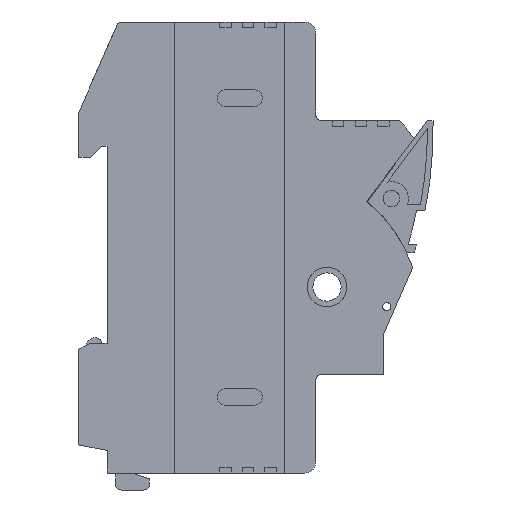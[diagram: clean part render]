
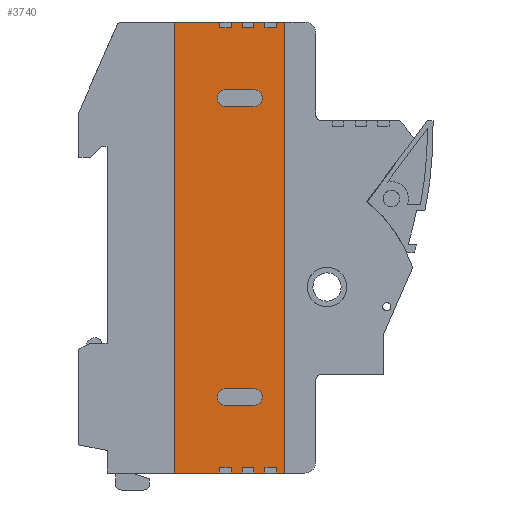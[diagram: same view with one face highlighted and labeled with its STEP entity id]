
A CAD part, left-side view. The second image highlights one B-rep face of the part: STEP entity #3740.
In plain terms, the highlighted planar face has unit normal (-1, 0, 0).
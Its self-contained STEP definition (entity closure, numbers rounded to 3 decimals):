
#1649=CARTESIAN_POINT('',(0.5,-17.0,80.0));
#1650=VERTEX_POINT('',#1649);
#1657=CARTESIAN_POINT('',(0.5,-25.0,80.0));
#1658=VERTEX_POINT('',#1657);
#1659=CARTESIAN_POINT('',(0.5,-17.,80.0));
#1660=DIRECTION('',(0.0,-1.0,0.0));
#1661=VECTOR('',#1660,8.);
#1662=LINE('',#1659,#1661);
#1663=EDGE_CURVE('',#1650,#1658,#1662,.T.);
#1681=CARTESIAN_POINT('',(0.5,-27.0,80.0));
#1682=VERTEX_POINT('',#1681);
#1689=CARTESIAN_POINT('',(0.5,-29.0,80.0));
#1690=VERTEX_POINT('',#1689);
#1691=CARTESIAN_POINT('',(0.5,-27.,80.0));
#1692=DIRECTION('',(0.0,-1.0,0.0));
#1693=VECTOR('',#1692,2.);
#1694=LINE('',#1691,#1693);
#1695=EDGE_CURVE('',#1682,#1690,#1694,.T.);
#1713=CARTESIAN_POINT('',(0.5,-31.0,80.0));
#1714=VERTEX_POINT('',#1713);
#1721=CARTESIAN_POINT('',(0.5,-33.0,80.0));
#1722=VERTEX_POINT('',#1721);
#1723=CARTESIAN_POINT('',(0.5,-31.0,80.0));
#1724=DIRECTION('',(0.0,-1.0,0.0));
#1725=VECTOR('',#1724,2.0);
#1726=LINE('',#1723,#1725);
#1727=EDGE_CURVE('',#1714,#1722,#1726,.T.);
#1745=CARTESIAN_POINT('',(0.5,-35.0,80.0));
#1746=VERTEX_POINT('',#1745);
#1753=CARTESIAN_POINT('',(0.5,-36.5,80.0));
#1754=VERTEX_POINT('',#1753);
#1755=CARTESIAN_POINT('',(0.5,-35.0,80.0));
#1756=DIRECTION('',(0.0,-1.0,0.0));
#1757=VECTOR('',#1756,1.5);
#1758=LINE('',#1755,#1757);
#1759=EDGE_CURVE('',#1746,#1754,#1758,.T.);
#2865=CARTESIAN_POINT('',(0.5,-31.0,68.0));
#2866=VERTEX_POINT('',#2865);
#2867=CARTESIAN_POINT('',(0.5,-31.0,65.));
#2868=VERTEX_POINT('',#2867);
#2869=CARTESIAN_POINT('',(0.5,-31.0,66.5));
#2870=DIRECTION('',(1.0,0.0,0.0));
#2871=DIRECTION('',(0.0,0.0,1.0));
#2872=AXIS2_PLACEMENT_3D('',#2869,#2870,#2871);
#2873=CIRCLE('',#2872,1.5);
#2874=EDGE_CURVE('',#2866,#2868,#2873,.T.);
#2908=CARTESIAN_POINT('',(0.5,-26.0,68.0));
#2909=VERTEX_POINT('',#2908);
#2910=CARTESIAN_POINT('',(0.5,-26.0,68.0));
#2911=DIRECTION('',(0.0,-1.0,0.0));
#2912=VECTOR('',#2911,5.0);
#2913=LINE('',#2910,#2912);
#2914=EDGE_CURVE('',#2909,#2866,#2913,.T.);
#2938=CARTESIAN_POINT('',(0.5,-26.0,65.));
#2939=VERTEX_POINT('',#2938);
#2940=CARTESIAN_POINT('',(0.5,-26.0,66.5));
#2941=DIRECTION('',(1.0,0.0,0.0));
#2942=DIRECTION('',(0.0,0.0,-1.0));
#2943=AXIS2_PLACEMENT_3D('',#2940,#2941,#2942);
#2944=CIRCLE('',#2943,1.5);
#2945=EDGE_CURVE('',#2939,#2909,#2944,.T.);
#2971=CARTESIAN_POINT('',(0.5,-31.0,65.));
#2972=DIRECTION('',(0.0,1.0,0.0));
#2973=VECTOR('',#2972,5.0);
#2974=LINE('',#2971,#2973);
#2975=EDGE_CURVE('',#2868,#2939,#2974,.T.);
#3005=CARTESIAN_POINT('',(0.5,-31.0,15.0));
#3006=VERTEX_POINT('',#3005);
#3007=CARTESIAN_POINT('',(0.5,-31.0,12.));
#3008=VERTEX_POINT('',#3007);
#3009=CARTESIAN_POINT('',(0.5,-31.0,13.5));
#3010=DIRECTION('',(1.0,0.0,0.0));
#3011=DIRECTION('',(0.0,0.0,-1.0));
#3012=AXIS2_PLACEMENT_3D('',#3009,#3010,#3011);
#3013=CIRCLE('',#3012,1.5);
#3014=EDGE_CURVE('',#3006,#3008,#3013,.T.);
#3047=CARTESIAN_POINT('',(0.5,-26.0,15.0));
#3048=VERTEX_POINT('',#3047);
#3049=CARTESIAN_POINT('',(0.5,-26.0,15.0));
#3050=DIRECTION('',(0.0,-1.0,0.0));
#3051=VECTOR('',#3050,5.0);
#3052=LINE('',#3049,#3051);
#3053=EDGE_CURVE('',#3048,#3006,#3052,.T.);
#3078=CARTESIAN_POINT('',(0.5,-26.0,12.));
#3079=VERTEX_POINT('',#3078);
#3080=CARTESIAN_POINT('',(0.5,-26.0,13.5));
#3081=DIRECTION('',(1.0,0.0,0.0));
#3082=DIRECTION('',(0.0,0.0,1.0));
#3083=AXIS2_PLACEMENT_3D('',#3080,#3081,#3082);
#3084=CIRCLE('',#3083,1.5);
#3085=EDGE_CURVE('',#3079,#3048,#3084,.T.);
#3112=CARTESIAN_POINT('',(0.5,-31.0,12.));
#3113=DIRECTION('',(0.0,1.0,0.0));
#3114=VECTOR('',#3113,5.0);
#3115=LINE('',#3112,#3114);
#3116=EDGE_CURVE('',#3008,#3079,#3115,.T.);
#3505=CARTESIAN_POINT('',(0.5,-17.0,0.0));
#3506=VERTEX_POINT('',#3505);
#3513=CARTESIAN_POINT('',(0.5,-17.0,0.0));
#3514=DIRECTION('',(0.0,0.0,1.0));
#3515=VECTOR('',#3514,80.0);
#3516=LINE('',#3513,#3515);
#3517=EDGE_CURVE('',#3506,#1650,#3516,.T.);
#3530=CARTESIAN_POINT('',(0.5,-36.5,0.0));
#3531=VERTEX_POINT('',#3530);
#3532=CARTESIAN_POINT('',(0.5,-36.5,80.0));
#3533=DIRECTION('',(0.0,0.0,-1.0));
#3534=VECTOR('',#3533,80.0);
#3535=LINE('',#3532,#3534);
#3536=EDGE_CURVE('',#1754,#3531,#3535,.T.);
#3547=CARTESIAN_POINT('',(0.5,-26.935,40.));
#3548=DIRECTION('',(1.0,0.0,0.0));
#3549=DIRECTION('',(0.0,0.0,-1.0));
#3550=AXIS2_PLACEMENT_3D('',#3547,#3548,#3549);
#3551=PLANE('',#3550);
#3552=CARTESIAN_POINT('',(0.5,-29.0,79.0));
#3553=VERTEX_POINT('',#3552);
#3554=CARTESIAN_POINT('',(0.5,-29.0,80.0));
#3555=DIRECTION('',(0.0,0.0,-1.0));
#3556=VECTOR('',#3555,1.0);
#3557=LINE('',#3554,#3556);
#3558=EDGE_CURVE('',#1690,#3553,#3557,.T.);
#3559=ORIENTED_EDGE('',*,*,#3558,.F.);
#3560=ORIENTED_EDGE('',*,*,#1695,.F.);
#3561=CARTESIAN_POINT('',(0.5,-27.0,79.0));
#3562=VERTEX_POINT('',#3561);
#3563=CARTESIAN_POINT('',(0.5,-27.0,79.0));
#3564=DIRECTION('',(0.0,0.0,1.0));
#3565=VECTOR('',#3564,1.0);
#3566=LINE('',#3563,#3565);
#3567=EDGE_CURVE('',#3562,#1682,#3566,.T.);
#3568=ORIENTED_EDGE('',*,*,#3567,.F.);
#3569=CARTESIAN_POINT('',(0.5,-25.0,79.0));
#3570=VERTEX_POINT('',#3569);
#3571=CARTESIAN_POINT('',(0.5,-25.0,79.0));
#3572=DIRECTION('',(0.0,-1.0,0.0));
#3573=VECTOR('',#3572,2.0);
#3574=LINE('',#3571,#3573);
#3575=EDGE_CURVE('',#3570,#3562,#3574,.T.);
#3576=ORIENTED_EDGE('',*,*,#3575,.F.);
#3577=CARTESIAN_POINT('',(0.5,-25.0,80.0));
#3578=DIRECTION('',(0.0,0.0,-1.0));
#3579=VECTOR('',#3578,1.0);
#3580=LINE('',#3577,#3579);
#3581=EDGE_CURVE('',#1658,#3570,#3580,.T.);
#3582=ORIENTED_EDGE('',*,*,#3581,.F.);
#3583=ORIENTED_EDGE('',*,*,#1663,.F.);
#3584=ORIENTED_EDGE('',*,*,#3517,.F.);
#3585=CARTESIAN_POINT('',(0.5,-25.0,0.0));
#3586=VERTEX_POINT('',#3585);
#3587=CARTESIAN_POINT('',(0.5,-25.0,0.0));
#3588=DIRECTION('',(0.0,1.0,0.0));
#3589=VECTOR('',#3588,8.0);
#3590=LINE('',#3587,#3589);
#3591=EDGE_CURVE('',#3586,#3506,#3590,.T.);
#3592=ORIENTED_EDGE('',*,*,#3591,.F.);
#3593=CARTESIAN_POINT('',(0.5,-25.0,1.));
#3594=VERTEX_POINT('',#3593);
#3595=CARTESIAN_POINT('',(0.5,-25.0,1.));
#3596=DIRECTION('',(0.0,0.0,-1.0));
#3597=VECTOR('',#3596,1.);
#3598=LINE('',#3595,#3597);
#3599=EDGE_CURVE('',#3594,#3586,#3598,.T.);
#3600=ORIENTED_EDGE('',*,*,#3599,.F.);
#3601=CARTESIAN_POINT('',(0.5,-27.0,1.));
#3602=VERTEX_POINT('',#3601);
#3603=CARTESIAN_POINT('',(0.5,-27.0,1.));
#3604=DIRECTION('',(0.0,1.0,0.0));
#3605=VECTOR('',#3604,2.0);
#3606=LINE('',#3603,#3605);
#3607=EDGE_CURVE('',#3602,#3594,#3606,.T.);
#3608=ORIENTED_EDGE('',*,*,#3607,.F.);
#3609=CARTESIAN_POINT('',(0.5,-27.0,0.0));
#3610=VERTEX_POINT('',#3609);
#3611=CARTESIAN_POINT('',(0.5,-27.0,0.0));
#3612=DIRECTION('',(0.0,0.0,1.0));
#3613=VECTOR('',#3612,1.);
#3614=LINE('',#3611,#3613);
#3615=EDGE_CURVE('',#3610,#3602,#3614,.T.);
#3616=ORIENTED_EDGE('',*,*,#3615,.F.);
#3617=CARTESIAN_POINT('',(0.5,-29.0,0.0));
#3618=VERTEX_POINT('',#3617);
#3619=CARTESIAN_POINT('',(0.5,-29.0,0.0));
#3620=DIRECTION('',(0.0,1.0,0.0));
#3621=VECTOR('',#3620,2.0);
#3622=LINE('',#3619,#3621);
#3623=EDGE_CURVE('',#3618,#3610,#3622,.T.);
#3624=ORIENTED_EDGE('',*,*,#3623,.F.);
#3625=CARTESIAN_POINT('',(0.5,-29.0,1.));
#3626=VERTEX_POINT('',#3625);
#3627=CARTESIAN_POINT('',(0.5,-29.0,1.));
#3628=DIRECTION('',(0.0,0.0,-1.0));
#3629=VECTOR('',#3628,1.);
#3630=LINE('',#3627,#3629);
#3631=EDGE_CURVE('',#3626,#3618,#3630,.T.);
#3632=ORIENTED_EDGE('',*,*,#3631,.F.);
#3633=CARTESIAN_POINT('',(0.5,-31.0,1.));
#3634=VERTEX_POINT('',#3633);
#3635=CARTESIAN_POINT('',(0.5,-31.0,1.));
#3636=DIRECTION('',(0.0,1.0,0.0));
#3637=VECTOR('',#3636,2.0);
#3638=LINE('',#3635,#3637);
#3639=EDGE_CURVE('',#3634,#3626,#3638,.T.);
#3640=ORIENTED_EDGE('',*,*,#3639,.F.);
#3641=CARTESIAN_POINT('',(0.5,-31.0,0.0));
#3642=VERTEX_POINT('',#3641);
#3643=CARTESIAN_POINT('',(0.5,-31.0,0.0));
#3644=DIRECTION('',(0.0,0.0,1.0));
#3645=VECTOR('',#3644,1.);
#3646=LINE('',#3643,#3645);
#3647=EDGE_CURVE('',#3642,#3634,#3646,.T.);
#3648=ORIENTED_EDGE('',*,*,#3647,.F.);
#3649=CARTESIAN_POINT('',(0.5,-33.0,0.0));
#3650=VERTEX_POINT('',#3649);
#3651=CARTESIAN_POINT('',(0.5,-33.0,0.0));
#3652=DIRECTION('',(0.0,1.0,0.0));
#3653=VECTOR('',#3652,2.0);
#3654=LINE('',#3651,#3653);
#3655=EDGE_CURVE('',#3650,#3642,#3654,.T.);
#3656=ORIENTED_EDGE('',*,*,#3655,.F.);
#3657=CARTESIAN_POINT('',(0.5,-33.0,1.));
#3658=VERTEX_POINT('',#3657);
#3659=CARTESIAN_POINT('',(0.5,-33.0,1.));
#3660=DIRECTION('',(0.0,0.0,-1.0));
#3661=VECTOR('',#3660,1.);
#3662=LINE('',#3659,#3661);
#3663=EDGE_CURVE('',#3658,#3650,#3662,.T.);
#3664=ORIENTED_EDGE('',*,*,#3663,.F.);
#3665=CARTESIAN_POINT('',(0.5,-35.0,1.));
#3666=VERTEX_POINT('',#3665);
#3667=CARTESIAN_POINT('',(0.5,-35.0,1.));
#3668=DIRECTION('',(0.0,1.0,0.0));
#3669=VECTOR('',#3668,2.0);
#3670=LINE('',#3667,#3669);
#3671=EDGE_CURVE('',#3666,#3658,#3670,.T.);
#3672=ORIENTED_EDGE('',*,*,#3671,.F.);
#3673=CARTESIAN_POINT('',(0.5,-35.0,0.0));
#3674=VERTEX_POINT('',#3673);
#3675=CARTESIAN_POINT('',(0.5,-35.0,0.0));
#3676=DIRECTION('',(0.0,0.0,1.0));
#3677=VECTOR('',#3676,1.);
#3678=LINE('',#3675,#3677);
#3679=EDGE_CURVE('',#3674,#3666,#3678,.T.);
#3680=ORIENTED_EDGE('',*,*,#3679,.F.);
#3681=CARTESIAN_POINT('',(0.5,-36.5,0.0));
#3682=DIRECTION('',(0.0,1.0,0.0));
#3683=VECTOR('',#3682,1.5);
#3684=LINE('',#3681,#3683);
#3685=EDGE_CURVE('',#3531,#3674,#3684,.T.);
#3686=ORIENTED_EDGE('',*,*,#3685,.F.);
#3687=ORIENTED_EDGE('',*,*,#3536,.F.);
#3688=ORIENTED_EDGE('',*,*,#1759,.F.);
#3689=CARTESIAN_POINT('',(0.5,-35.0,79.0));
#3690=VERTEX_POINT('',#3689);
#3691=CARTESIAN_POINT('',(0.5,-35.0,79.0));
#3692=DIRECTION('',(0.0,0.0,1.0));
#3693=VECTOR('',#3692,1.0);
#3694=LINE('',#3691,#3693);
#3695=EDGE_CURVE('',#3690,#1746,#3694,.T.);
#3696=ORIENTED_EDGE('',*,*,#3695,.F.);
#3697=CARTESIAN_POINT('',(0.5,-33.0,79.0));
#3698=VERTEX_POINT('',#3697);
#3699=CARTESIAN_POINT('',(0.5,-33.0,79.0));
#3700=DIRECTION('',(0.0,-1.0,0.0));
#3701=VECTOR('',#3700,2.0);
#3702=LINE('',#3699,#3701);
#3703=EDGE_CURVE('',#3698,#3690,#3702,.T.);
#3704=ORIENTED_EDGE('',*,*,#3703,.F.);
#3705=CARTESIAN_POINT('',(0.5,-33.0,80.0));
#3706=DIRECTION('',(0.0,0.0,-1.0));
#3707=VECTOR('',#3706,1.0);
#3708=LINE('',#3705,#3707);
#3709=EDGE_CURVE('',#1722,#3698,#3708,.T.);
#3710=ORIENTED_EDGE('',*,*,#3709,.F.);
#3711=ORIENTED_EDGE('',*,*,#1727,.F.);
#3712=CARTESIAN_POINT('',(0.5,-31.0,79.0));
#3713=VERTEX_POINT('',#3712);
#3714=CARTESIAN_POINT('',(0.5,-31.0,79.0));
#3715=DIRECTION('',(0.0,0.0,1.0));
#3716=VECTOR('',#3715,1.0);
#3717=LINE('',#3714,#3716);
#3718=EDGE_CURVE('',#3713,#1714,#3717,.T.);
#3719=ORIENTED_EDGE('',*,*,#3718,.F.);
#3720=CARTESIAN_POINT('',(0.5,-29.,79.0));
#3721=DIRECTION('',(0.0,-1.0,0.0));
#3722=VECTOR('',#3721,2.);
#3723=LINE('',#3720,#3722);
#3724=EDGE_CURVE('',#3553,#3713,#3723,.T.);
#3725=ORIENTED_EDGE('',*,*,#3724,.F.);
#3726=EDGE_LOOP('',(#3559,#3560,#3568,#3576,#3582,#3583,#3584,#3592,#3600,#3608,#3616,#3624,#3632,#3640,#3648,#3656,#3664,#3672,#3680,#3686,#3687,#3688,#3696,#3704,#3710,#3711,#3719,#3725));
#3727=FACE_OUTER_BOUND('',#3726,.T.);
#3728=ORIENTED_EDGE('',*,*,#2874,.T.);
#3729=ORIENTED_EDGE('',*,*,#2975,.T.);
#3730=ORIENTED_EDGE('',*,*,#2945,.T.);
#3731=ORIENTED_EDGE('',*,*,#2914,.T.);
#3732=EDGE_LOOP('',(#3728,#3729,#3730,#3731));
#3733=FACE_BOUND('',#3732,.T.);
#3734=ORIENTED_EDGE('',*,*,#3014,.T.);
#3735=ORIENTED_EDGE('',*,*,#3116,.T.);
#3736=ORIENTED_EDGE('',*,*,#3085,.T.);
#3737=ORIENTED_EDGE('',*,*,#3053,.T.);
#3738=EDGE_LOOP('',(#3734,#3735,#3736,#3737));
#3739=FACE_BOUND('',#3738,.T.);
#3740=ADVANCED_FACE('',(#3727,#3733,#3739),#3551,.F.);
